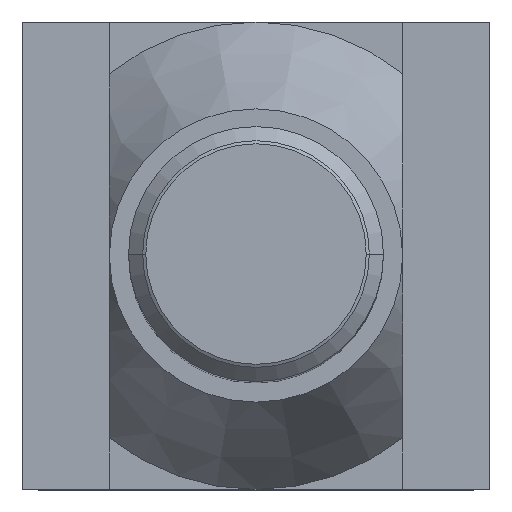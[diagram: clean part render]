
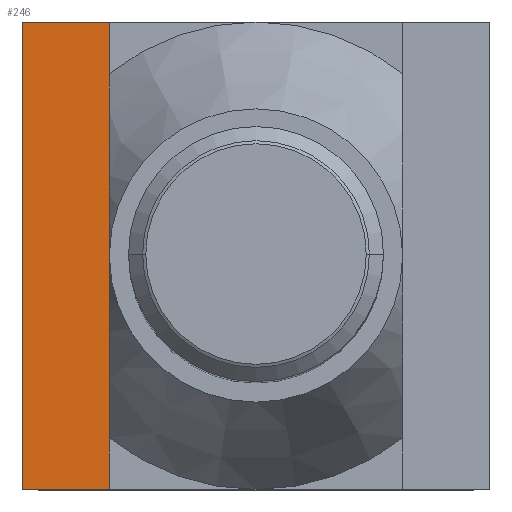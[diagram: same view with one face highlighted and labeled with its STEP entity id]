
A CAD part, top view. The second image highlights one B-rep face of the part: STEP entity #246.
In plain terms, the highlighted planar face has unit normal (0, 0, 1).
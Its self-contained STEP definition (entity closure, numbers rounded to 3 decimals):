
#198=EDGE_CURVE('',#368,#212,#460,.T.);
#212=VERTEX_POINT('',#476);
#226=EDGE_CURVE('',#242,#212,#490,.T.);
#232=EDGE_CURVE('',#382,#242,#496,.T.);
#242=VERTEX_POINT('',#506);
#246=ADVANCED_FACE('',(#510),#511,.T.);
#338=EDGE_CURVE('',#368,#382,#616,.T.);
#368=VERTEX_POINT('',#648);
#382=VERTEX_POINT('',#664);
#460=LINE('',#768,#769);
#476=CARTESIAN_POINT('',(-13.8,-22.0,0.));
#490=LINE('',#811,#812);
#496=LINE('',#821,#822);
#506=CARTESIAN_POINT('',(-22.0,-22.0,0.));
#510=FACE_OUTER_BOUND('',#839,.T.);
#511=PLANE('',#840);
#616=LINE('',#991,#992);
#648=CARTESIAN_POINT('',(-13.8,22.0,0.));
#664=CARTESIAN_POINT('',(-22.0,22.0,0.));
#768=CARTESIAN_POINT('',(-13.8,0.,0.));
#769=VECTOR('',#1160,1.0);
#811=CARTESIAN_POINT('',(-13.8,-22.0,0.));
#812=VECTOR('',#1184,1.0);
#821=CARTESIAN_POINT('',(-22.0,0.,0.));
#822=VECTOR('',#1186,1.0);
#839=EDGE_LOOP('',(#1191,#1192,#1193,#1194));
#840=AXIS2_PLACEMENT_3D('',#1195,#1196,#1197);
#991=CARTESIAN_POINT('',(-13.8,22.0,0.));
#992=VECTOR('',#1315,1.0);
#1160=DIRECTION('',(0.0,-1.0,0.));
#1184=DIRECTION('',(1.0,0.0,0.0));
#1186=DIRECTION('',(0.0,-1.0,0.));
#1191=ORIENTED_EDGE('',*,*,#226,.T.);
#1192=ORIENTED_EDGE('',*,*,#198,.F.);
#1193=ORIENTED_EDGE('',*,*,#338,.T.);
#1194=ORIENTED_EDGE('',*,*,#232,.T.);
#1195=CARTESIAN_POINT('',(-22.0,0.,0.));
#1196=DIRECTION('',(0.0,0.,1.0));
#1197=DIRECTION('',(0.0,-1.0,0.));
#1315=DIRECTION('',(-1.0,0.0,0.0));
